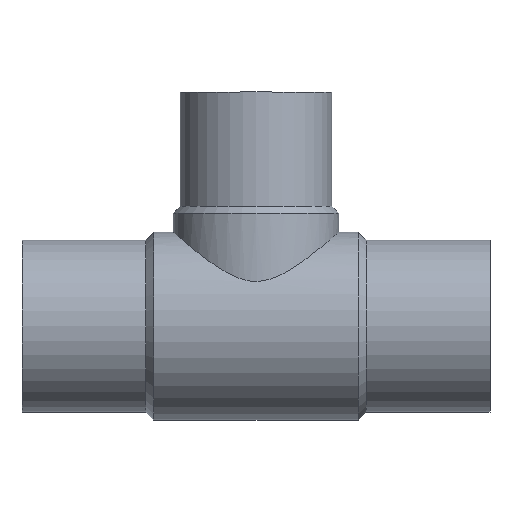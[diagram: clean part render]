
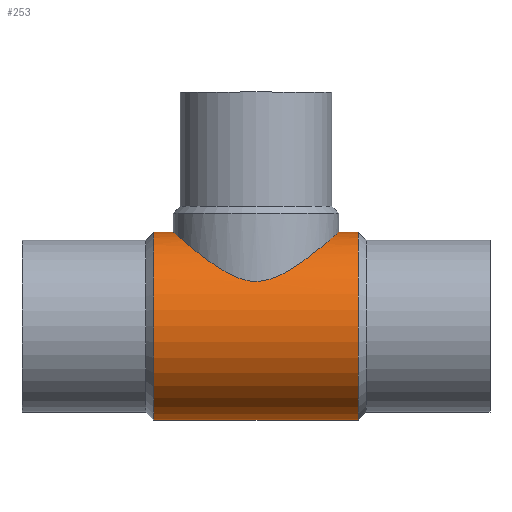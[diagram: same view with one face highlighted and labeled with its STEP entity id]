
A CAD part, top view. The second image highlights one B-rep face of the part: STEP entity #253.
In plain terms, the highlighted cylindrical face has radius 68.2 mm (diameter 136.4 mm), a partial arc.
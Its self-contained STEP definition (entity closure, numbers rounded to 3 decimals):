
#135 = EDGE_CURVE( '', #223, #161, #362, .T. );
#161 = VERTEX_POINT( '', #390 );
#165 = VERTEX_POINT( '', #395 );
#177 = VERTEX_POINT( '', #409 );
#179 = VERTEX_POINT( '', #411 );
#185 = EDGE_CURVE( '', #165, #317, #417, .T. );
#199 = EDGE_CURVE( '', #179, #161, #433, .T. );
#223 = VERTEX_POINT( '', #460 );
#247 = EDGE_CURVE( '', #317, #177, #486, .T. );
#253 = ADVANCED_FACE( '', ( #492 ), #493, .T. );
#317 = VERTEX_POINT( '', #566 );
#319 = EDGE_CURVE( '', #223, #165, #568, .T. );
#333 = EDGE_CURVE( '', #177, #179, #585, .T. );
#362 = CIRCLE( '', #607, 68.2 );
#390 = CARTESIAN_POINT( '', ( -244.3, 68.2, 0. ) );
#395 = CARTESIAN_POINT( '', ( -95.7, -68.2, 0. ) );
#409 = CARTESIAN_POINT( '', ( -110., 68.2, 0. ) );
#411 = CARTESIAN_POINT( '', ( -230., 68.2, 0. ) );
#417 = CIRCLE( '', #747, 68.2 );
#433 = LINE( '', #767, #768 );
#460 = CARTESIAN_POINT( '', ( -244.3, -68.2, 0. ) );
#486 = LINE( '', #835, #836 );
#492 = FACE_OUTER_BOUND( '', #844, .T. );
#493 = CYLINDRICAL_SURFACE( '', #845, 68.2 );
#566 = CARTESIAN_POINT( '', ( -95.7, 68.2, 0. ) );
#568 = LINE( '', #1005, #1006 );
#585 = B_SPLINE_CURVE_WITH_KNOTS( '', 3, ( #1062, #1063, #1064, #1065, #1066, #1067, #1068, #1069, #1070, #1071, #1072, #1073, #1074, #1075, #1076, #1077, #1078, #1079, #1080, #1081, #1082, #1083, #1084, #1085, #1086, #1087, #1088, #1089, #1090, #1091, #1092, #1093, #1094, #1095, #1096, #1097, #1098, #1099, #1100, #1101, #1102, #1103, #1104, #1105, #1106, #1107, #1108, #1109, #1110, #1111, #1112, #1113, #1114, #1115, #1116, #1117, #1118, #1119, #1120, #1121, #1122, #1123, #1124, #1125, #1126, #1127 ), .UNSPECIFIED., .F., .F., ( 4, 2, 2, 2, 2, 2, 2, 2, 2, 2, 2, 2, 2, 2, 2, 2, 2, 2, 2, 2, 2, 2, 2, 2, 2, 2, 2, 2, 2, 2, 2, 2, 4 ), ( 99.798, 105.843, 111.887, 117.931, 123.975, 130.02, 136.064, 142.108, 148.152, 154.583, 161.014, 167.444, 173.875, 180.305, 186.736, 193.166, 199.597, 206.027, 212.458, 218.889, 225.319, 231.75, 238.18, 244.611, 251.041, 257.086, 263.13, 269.174, 275.218, 281.263, 287.307, 293.351, 299.395 ), .UNSPECIFIED. );
#607 = AXIS2_PLACEMENT_3D( '', #1182, #1183, #1184 );
#747 = AXIS2_PLACEMENT_3D( '', #1236, #1237, #1238 );
#767 = CARTESIAN_POINT( '', ( -170., 68.2, 0. ) );
#768 = VECTOR( '', #1259, 1. );
#835 = CARTESIAN_POINT( '', ( -170., 68.2, 0. ) );
#836 = VECTOR( '', #1318, 1. );
#844 = EDGE_LOOP( '', ( #1321, #1322, #1323, #1324, #1325, #1326 ) );
#845 = AXIS2_PLACEMENT_3D( '', #1327, #1328, #1329 );
#1005 = CARTESIAN_POINT( '', ( -170., -68.2, 0. ) );
#1006 = VECTOR( '', #1429, 1. );
#1062 = CARTESIAN_POINT( '', ( -110., 68.2, 0. ) );
#1063 = CARTESIAN_POINT( '', ( -110., 68.2, 2.015 ) );
#1064 = CARTESIAN_POINT( '', ( -110.102, 68.11, 4.045 ) );
#1065 = CARTESIAN_POINT( '', ( -110.514, 67.748, 8.097 ) );
#1066 = CARTESIAN_POINT( '', ( -110.824, 67.476, 10.119 ) );
#1067 = CARTESIAN_POINT( '', ( -111.648, 66.754, 14.114 ) );
#1068 = CARTESIAN_POINT( '', ( -112.162, 66.306, 16.088 ) );
#1069 = CARTESIAN_POINT( '', ( -113.379, 65.246, 19.955 ) );
#1070 = CARTESIAN_POINT( '', ( -114.083, 64.635, 21.848 ) );
#1071 = CARTESIAN_POINT( '', ( -115.661, 63.275, 25.521 ) );
#1072 = CARTESIAN_POINT( '', ( -116.536, 62.525, 27.303 ) );
#1073 = CARTESIAN_POINT( '', ( -118.433, 60.911, 30.735 ) );
#1074 = CARTESIAN_POINT( '', ( -119.454, 60.048, 32.385 ) );
#1075 = CARTESIAN_POINT( '', ( -121.614, 58.242, 35.531 ) );
#1076 = CARTESIAN_POINT( '', ( -122.752, 57.298, 37.028 ) );
#1077 = CARTESIAN_POINT( '', ( -125.111, 55.37, 39.854 ) );
#1078 = CARTESIAN_POINT( '', ( -126.332, 54.384, 41.184 ) );
#1079 = CARTESIAN_POINT( '', ( -128.895, 52.347, 43.748 ) );
#1080 = CARTESIAN_POINT( '', ( -130.292, 51.255, 45.02 ) );
#1081 = CARTESIAN_POINT( '', ( -133.217, 49.023, 47.441 ) );
#1082 = CARTESIAN_POINT( '', ( -134.747, 47.883, 48.589 ) );
#1083 = CARTESIAN_POINT( '', ( -137.921, 45.597, 50.741 ) );
#1084 = CARTESIAN_POINT( '', ( -139.565, 44.451, 51.744 ) );
#1085 = CARTESIAN_POINT( '', ( -142.954, 42.204, 53.593 ) );
#1086 = CARTESIAN_POINT( '', ( -144.697, 41.102, 54.439 ) );
#1087 = CARTESIAN_POINT( '', ( -148.272, 39.003, 55.962 ) );
#1088 = CARTESIAN_POINT( '', ( -150.103, 38.006, 56.639 ) );
#1089 = CARTESIAN_POINT( '', ( -153.846, 36.187, 57.818 ) );
#1090 = CARTESIAN_POINT( '', ( -155.758, 35.365, 58.32 ) );
#1091 = CARTESIAN_POINT( '', ( -159.671, 33.979, 59.138 ) );
#1092 = CARTESIAN_POINT( '', ( -161.67, 33.415, 59.455 ) );
#1093 = CARTESIAN_POINT( '', ( -165.763, 32.637, 59.886 ) );
#1094 = CARTESIAN_POINT( '', ( -167.856, 32.423, 60. ) );
#1095 = CARTESIAN_POINT( '', ( -172.144, 32.423, 60. ) );
#1096 = CARTESIAN_POINT( '', ( -174.237, 32.637, 59.886 ) );
#1097 = CARTESIAN_POINT( '', ( -178.33, 33.415, 59.455 ) );
#1098 = CARTESIAN_POINT( '', ( -180.329, 33.979, 59.138 ) );
#1099 = CARTESIAN_POINT( '', ( -184.242, 35.365, 58.32 ) );
#1100 = CARTESIAN_POINT( '', ( -186.154, 36.187, 57.818 ) );
#1101 = CARTESIAN_POINT( '', ( -189.897, 38.006, 56.639 ) );
#1102 = CARTESIAN_POINT( '', ( -191.728, 39.003, 55.962 ) );
#1103 = CARTESIAN_POINT( '', ( -195.303, 41.102, 54.439 ) );
#1104 = CARTESIAN_POINT( '', ( -197.046, 42.204, 53.593 ) );
#1105 = CARTESIAN_POINT( '', ( -200.435, 44.451, 51.744 ) );
#1106 = CARTESIAN_POINT( '', ( -202.079, 45.597, 50.741 ) );
#1107 = CARTESIAN_POINT( '', ( -205.253, 47.883, 48.589 ) );
#1108 = CARTESIAN_POINT( '', ( -206.783, 49.023, 47.441 ) );
#1109 = CARTESIAN_POINT( '', ( -209.708, 51.255, 45.02 ) );
#1110 = CARTESIAN_POINT( '', ( -211.105, 52.347, 43.748 ) );
#1111 = CARTESIAN_POINT( '', ( -213.668, 54.384, 41.184 ) );
#1112 = CARTESIAN_POINT( '', ( -214.889, 55.37, 39.854 ) );
#1113 = CARTESIAN_POINT( '', ( -217.248, 57.298, 37.028 ) );
#1114 = CARTESIAN_POINT( '', ( -218.386, 58.242, 35.531 ) );
#1115 = CARTESIAN_POINT( '', ( -220.546, 60.048, 32.385 ) );
#1116 = CARTESIAN_POINT( '', ( -221.567, 60.911, 30.735 ) );
#1117 = CARTESIAN_POINT( '', ( -223.464, 62.525, 27.303 ) );
#1118 = CARTESIAN_POINT( '', ( -224.339, 63.275, 25.521 ) );
#1119 = CARTESIAN_POINT( '', ( -225.917, 64.635, 21.848 ) );
#1120 = CARTESIAN_POINT( '', ( -226.621, 65.246, 19.955 ) );
#1121 = CARTESIAN_POINT( '', ( -227.838, 66.306, 16.088 ) );
#1122 = CARTESIAN_POINT( '', ( -228.352, 66.754, 14.114 ) );
#1123 = CARTESIAN_POINT( '', ( -229.176, 67.476, 10.119 ) );
#1124 = CARTESIAN_POINT( '', ( -229.486, 67.748, 8.097 ) );
#1125 = CARTESIAN_POINT( '', ( -229.898, 68.11, 4.045 ) );
#1126 = CARTESIAN_POINT( '', ( -230., 68.2, 2.015 ) );
#1127 = CARTESIAN_POINT( '', ( -230., 68.2, 0. ) );
#1182 = CARTESIAN_POINT( '', ( -244.3, 0., 0. ) );
#1183 = DIRECTION( '', ( -1., 0., 0. ) );
#1184 = DIRECTION( '', ( 0., 1., 0. ) );
#1236 = CARTESIAN_POINT( '', ( -95.7, 0., 0. ) );
#1237 = DIRECTION( '', ( -1., 0., 0. ) );
#1238 = DIRECTION( '', ( 0., 1., 0. ) );
#1259 = DIRECTION( '', ( -1., 0., 0. ) );
#1318 = DIRECTION( '', ( -1., 0., 0. ) );
#1321 = ORIENTED_EDGE( '', *, *, #247, .T. );
#1322 = ORIENTED_EDGE( '', *, *, #333, .T. );
#1323 = ORIENTED_EDGE( '', *, *, #199, .T. );
#1324 = ORIENTED_EDGE( '', *, *, #135, .F. );
#1325 = ORIENTED_EDGE( '', *, *, #319, .T. );
#1326 = ORIENTED_EDGE( '', *, *, #185, .T. );
#1327 = CARTESIAN_POINT( '', ( -170., 0., 0. ) );
#1328 = DIRECTION( '', ( 1., 0., 0. ) );
#1329 = DIRECTION( '', ( 0., 1., 0. ) );
#1429 = DIRECTION( '', ( 1., 0., 0. ) );
